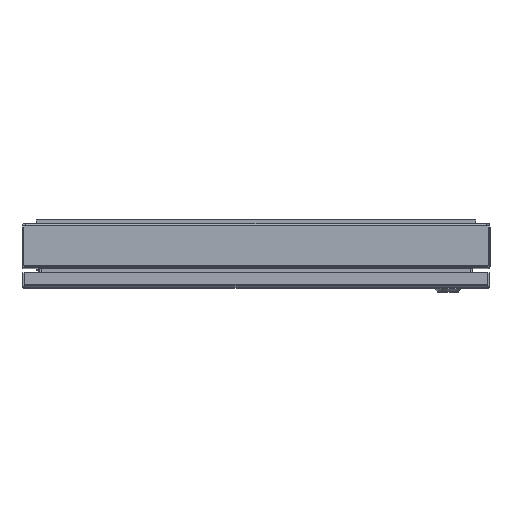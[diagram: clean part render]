
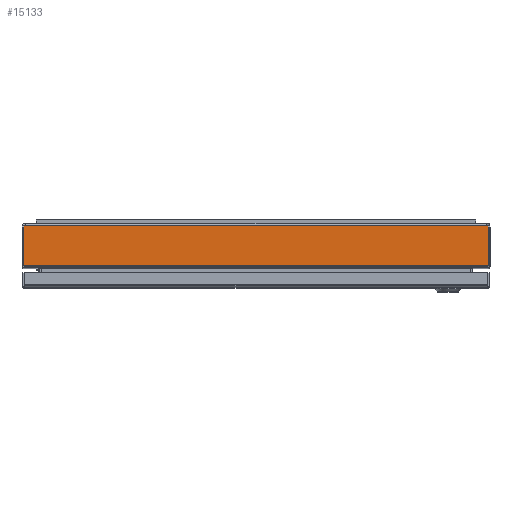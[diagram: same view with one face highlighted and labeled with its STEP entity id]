
A CAD part, top view. The second image highlights one B-rep face of the part: STEP entity #15133.
In plain terms, the highlighted planar face has unit normal (0, 0, 1).
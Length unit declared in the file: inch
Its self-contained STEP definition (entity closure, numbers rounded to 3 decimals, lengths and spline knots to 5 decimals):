
#19 = VERTEX_POINT ( 'NONE', #4397 ) ;
#30 = VERTEX_POINT ( 'NONE', #12519 ) ;
#31 = DIRECTION ( 'NONE',  ( 1., 0., 0. ) ) ;
#698 = LINE ( 'NONE', #14814, #12540 ) ;
#1122 = AXIS2_PLACEMENT_3D ( 'NONE', #19112, #4760, #2768 ) ;
#1538 = CIRCLE ( 'NONE', #1122, 0.38236 ) ;
#1558 = CARTESIAN_POINT ( 'NONE',  ( -9.94672, 0.846, 0. ) ) ;
#1856 = ORIENTED_EDGE ( 'NONE', *, *, #23536, .T. ) ;
#2044 = CARTESIAN_POINT ( 'NONE',  ( -9.998, -0.846, 0. ) ) ;
#2483 = ORIENTED_EDGE ( 'NONE', *, *, #6969, .T. ) ;
#2768 = DIRECTION ( 'NONE',  ( 1., 0., 0. ) ) ;
#3403 = LINE ( 'NONE', #3667, #7518 ) ;
#3565 = LINE ( 'NONE', #19643, #10592 ) ;
#3667 = CARTESIAN_POINT ( 'NONE',  ( -9.998, -0.882, 0. ) ) ;
#4290 = CARTESIAN_POINT ( 'NONE',  ( 9.61564, -0.71622, 0. ) ) ;
#4397 = CARTESIAN_POINT ( 'NONE',  ( -9.94672, 0.846, 0. ) ) ;
#4760 = DIRECTION ( 'NONE',  ( 0., 0., 1. ) ) ;
#5082 = ORIENTED_EDGE ( 'NONE', *, *, #10650, .T. ) ;
#5302 = DIRECTION ( 'NONE',  ( -1., 0., 0. ) ) ;
#5335 = EDGE_LOOP ( 'NONE', ( #1856, #2483, #23855, #22959, #6877, #5082, #25970, #14752 ) ) ;
#5790 = VECTOR ( 'NONE', #25877, 39.37008 ) ;
#6032 = DIRECTION ( 'NONE',  ( 0., 0., 1. ) ) ;
#6070 = LINE ( 'NONE', #1558, #5790 ) ;
#6567 = VERTEX_POINT ( 'NONE', #24828 ) ;
#6877 = ORIENTED_EDGE ( 'NONE', *, *, #8083, .T. ) ;
#6969 = EDGE_CURVE ( 'NONE', #16552, #13860, #22499, .T. ) ;
#7518 = VECTOR ( 'NONE', #15392, 39.37008 ) ;
#8083 = EDGE_CURVE ( 'NONE', #30, #6567, #3565, .T. ) ;
#8838 = AXIS2_PLACEMENT_3D ( 'NONE', #4290, #6032, #22372 ) ;
#9042 = LINE ( 'NONE', #23514, #23393 ) ;
#10536 = CARTESIAN_POINT ( 'NONE',  ( -9.998, -0.882, 0. ) ) ;
#10592 = VECTOR ( 'NONE', #17795, 39.37008 ) ;
#10650 = EDGE_CURVE ( 'NONE', #6567, #19, #9042, .T. ) ;
#10925 = FACE_OUTER_BOUND ( 'NONE', #5335, .T. ) ;
#10976 = CARTESIAN_POINT ( 'NONE',  ( -9.998, 0.79163, 0. ) ) ;
#11206 = VERTEX_POINT ( 'NONE', #11526 ) ;
#11526 = CARTESIAN_POINT ( 'NONE',  ( 9.998, -0.71622, 0. ) ) ;
#11762 = AXIS2_PLACEMENT_3D ( 'NONE', #10536, #16647, #12786 ) ;
#12148 = VERTEX_POINT ( 'NONE', #25700 ) ;
#12519 = CARTESIAN_POINT ( 'NONE',  ( 9.998, 0.79163, 0. ) ) ;
#12540 = VECTOR ( 'NONE', #20911, 39.37008 ) ;
#12786 = DIRECTION ( 'NONE',  ( 1., 0., 0. ) ) ;
#13509 = CIRCLE ( 'NONE', #8838, 0.38236 ) ;
#13716 = CARTESIAN_POINT ( 'NONE',  ( -9.9753, -0.846, 0. ) ) ;
#13860 = VERTEX_POINT ( 'NONE', #18174 ) ;
#14460 = EDGE_CURVE ( 'NONE', #19, #21607, #6070, .T. ) ;
#14752 = ORIENTED_EDGE ( 'NONE', *, *, #24673, .T. ) ;
#14793 = PLANE ( 'NONE',  #11762 ) ;
#14814 = CARTESIAN_POINT ( 'NONE',  ( 9.998, -0.882, 0. ) ) ;
#15133 = ADVANCED_FACE ( 'NONE', ( #10925 ), #14793, .T. ) ;
#15392 = DIRECTION ( 'NONE',  ( 0., -1., 0. ) ) ;
#16552 = VERTEX_POINT ( 'NONE', #13716 ) ;
#16647 = DIRECTION ( 'NONE',  ( 0., 0., 1. ) ) ;
#16958 = VECTOR ( 'NONE', #31, 39.37008 ) ;
#17795 = DIRECTION ( 'NONE',  ( -0.686, 0.727, 0. ) ) ;
#18174 = CARTESIAN_POINT ( 'NONE',  ( 9.9753, -0.846, 0. ) ) ;
#19112 = CARTESIAN_POINT ( 'NONE',  ( -9.61564, -0.71622, 0. ) ) ;
#19643 = CARTESIAN_POINT ( 'NONE',  ( 9.998, 0.79163, 0. ) ) ;
#20911 = DIRECTION ( 'NONE',  ( 0., 1., 0. ) ) ;
#21607 = VERTEX_POINT ( 'NONE', #10976 ) ;
#21800 = EDGE_CURVE ( 'NONE', #11206, #30, #698, .T. ) ;
#22372 = DIRECTION ( 'NONE',  ( 1., 0., 0. ) ) ;
#22499 = LINE ( 'NONE', #2044, #16958 ) ;
#22959 = ORIENTED_EDGE ( 'NONE', *, *, #21800, .T. ) ;
#23393 = VECTOR ( 'NONE', #5302, 39.37008 ) ;
#23514 = CARTESIAN_POINT ( 'NONE',  ( -9.998, 0.846, 0. ) ) ;
#23536 = EDGE_CURVE ( 'NONE', #12148, #16552, #1538, .T. ) ;
#23855 = ORIENTED_EDGE ( 'NONE', *, *, #26144, .T. ) ;
#24673 = EDGE_CURVE ( 'NONE', #21607, #12148, #3403, .T. ) ;
#24828 = CARTESIAN_POINT ( 'NONE',  ( 9.94672, 0.846, 0. ) ) ;
#25700 = CARTESIAN_POINT ( 'NONE',  ( -9.998, -0.71622, 0. ) ) ;
#25877 = DIRECTION ( 'NONE',  ( -0.686, -0.727, 0. ) ) ;
#25970 = ORIENTED_EDGE ( 'NONE', *, *, #14460, .T. ) ;
#26144 = EDGE_CURVE ( 'NONE', #13860, #11206, #13509, .T. ) ;
